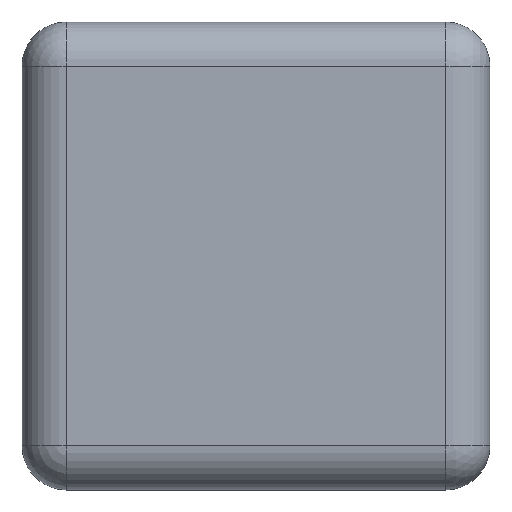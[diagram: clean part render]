
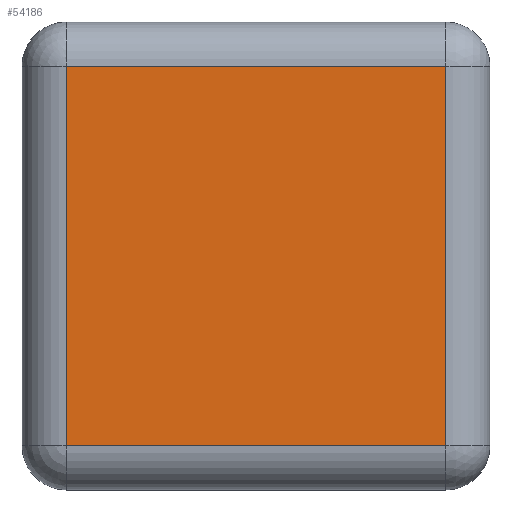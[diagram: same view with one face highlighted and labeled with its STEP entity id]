
A CAD part, front view. The second image highlights one B-rep face of the part: STEP entity #54186.
In plain terms, the highlighted planar face has unit normal (0, -1, 0).
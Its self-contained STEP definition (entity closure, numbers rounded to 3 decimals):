
#156 = CARTESIAN_POINT ( 'NONE',  ( 0., -238.343, -341.912 ) ) ;
#1857 = CARTESIAN_POINT ( 'NONE',  ( -341.912, -238.343, -341.912 ) ) ;
#2327 = ORIENTED_EDGE ( 'NONE', *, *, #39390, .T. ) ;
#4197 = ORIENTED_EDGE ( 'NONE', *, *, #29002, .T. ) ;
#4688 = VECTOR ( 'NONE', #30562, 1000. ) ;
#5931 = AXIS2_PLACEMENT_3D ( 'NONE', #37605, #14624, #19730 ) ;
#11087 = CARTESIAN_POINT ( 'NONE',  ( -341.912, -238.343, 341.912 ) ) ;
#14624 = DIRECTION ( 'NONE',  ( 0., -1., 0. ) ) ;
#19730 = DIRECTION ( 'NONE',  ( 0., 0., -1. ) ) ;
#19873 = LINE ( 'NONE', #37188, #42849 ) ;
#20375 = CARTESIAN_POINT ( 'NONE',  ( 341.912, -238.343, 341.912 ) ) ;
#23886 = CARTESIAN_POINT ( 'NONE',  ( 341.912, -238.343, 0. ) ) ;
#25732 = VECTOR ( 'NONE', #41210, 1000. ) ;
#29002 = EDGE_CURVE ( 'NONE', #39281, #36965, #32133, .T. ) ;
#30562 = DIRECTION ( 'NONE',  ( 1., 0., 0. ) ) ;
#32133 = LINE ( 'NONE', #23886, #25732 ) ;
#32190 = ORIENTED_EDGE ( 'NONE', *, *, #44076, .T. ) ;
#32248 = PLANE ( 'NONE',  #5931 ) ;
#32899 = CARTESIAN_POINT ( 'NONE',  ( -341.912, -238.343, 0. ) ) ;
#36965 = VERTEX_POINT ( 'NONE', #20375 ) ;
#37188 = CARTESIAN_POINT ( 'NONE',  ( 0., -238.343, 341.912 ) ) ;
#37330 = FACE_OUTER_BOUND ( 'NONE', #49158, .T. ) ;
#37605 = CARTESIAN_POINT ( 'NONE',  ( 0., -238.343, 0. ) ) ;
#38796 = VERTEX_POINT ( 'NONE', #1857 ) ;
#39186 = CARTESIAN_POINT ( 'NONE',  ( 341.912, -238.343, -341.912 ) ) ;
#39281 = VERTEX_POINT ( 'NONE', #39186 ) ;
#39390 = EDGE_CURVE ( 'NONE', #40652, #38796, #53370, .T. ) ;
#40652 = VERTEX_POINT ( 'NONE', #11087 ) ;
#41210 = DIRECTION ( 'NONE',  ( 0., 0., 1. ) ) ;
#42849 = VECTOR ( 'NONE', #53684, 1000. ) ;
#43709 = EDGE_CURVE ( 'NONE', #38796, #39281, #52432, .T. ) ;
#44076 = EDGE_CURVE ( 'NONE', #36965, #40652, #19873, .T. ) ;
#45085 = ORIENTED_EDGE ( 'NONE', *, *, #43709, .T. ) ;
#49158 = EDGE_LOOP ( 'NONE', ( #45085, #4197, #32190, #2327 ) ) ;
#49680 = DIRECTION ( 'NONE',  ( 0., 0., -1. ) ) ;
#52432 = LINE ( 'NONE', #156, #4688 ) ;
#52535 = VECTOR ( 'NONE', #49680, 1000. ) ;
#53370 = LINE ( 'NONE', #32899, #52535 ) ;
#53684 = DIRECTION ( 'NONE',  ( -1., 0., 0. ) ) ;
#54186 = ADVANCED_FACE ( 'NONE', ( #37330 ), #32248, .T. ) ;
